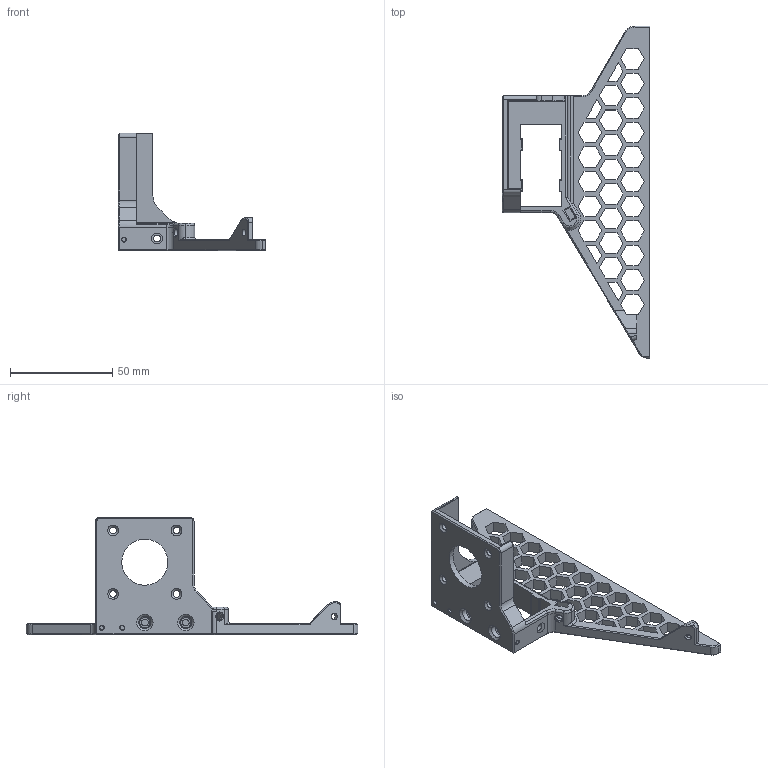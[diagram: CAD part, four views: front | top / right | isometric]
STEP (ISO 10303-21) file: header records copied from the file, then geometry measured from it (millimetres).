
FILE_DESCRIPTION(/* description */ (''),/* implementation_level */ '2;1');
FILE_NAME(/* name */ '2040 Endcap Motor.step',/* time_stamp */ '2020-06-19T15:37:45-03:00',/* author */ (''),/* organization */ (''),/* preprocessor_version */ 'ST-DEVELOPER v18.1',/* originating_system */ 'Autodesk Translation Framework v9.3.0.1241',/* authorisation */ '');
FILE_SCHEMA (('AUTOMOTIVE_DESIGN { 1 0 10303 214 3 1 1 }'));
Length unit declared in the file: millimetre
Products named in the file (1): 2040 Endcap Motor (1)
Bounding box: 72.08 x 162.04 x 57.5 mm (x, y, z)
Volume: 35482.2 mm3; surface area: 24563.3 mm2
Topology: 1 solids, 1 shells, 430 faces, 1148 edges, 723 vertices
Faces by surface type: plane 302, cylinder 68, cone 37, bspline 15, sphere 5, torus 3
Full cylindrical faces by diameter (mm): 2 x4, 2.2 x2, 3.2 x4, 3.3 x5, 3.4 x2, 6 x2, 7.2 x1, 22.5 x1
Entity records: 13667 total; most frequent: CARTESIAN_POINT 2766, ORIENTED_EDGE 2288, DIRECTION 2133, EDGE_CURVE 1144, LINE 937, VECTOR 937, VERTEX_POINT 723, AXIS2_PLACEMENT_3D 598
